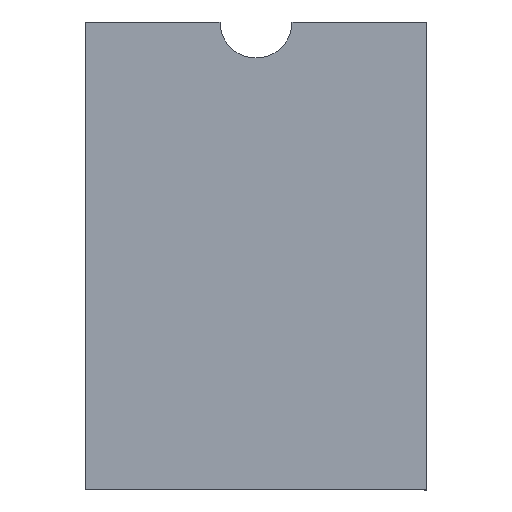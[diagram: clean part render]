
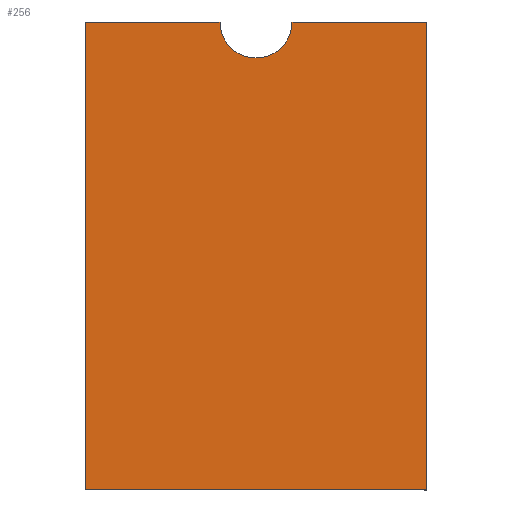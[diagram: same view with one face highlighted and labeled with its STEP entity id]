
A CAD part, top view. The second image highlights one B-rep face of the part: STEP entity #256.
In plain terms, the highlighted planar face has unit normal (0, 0, 1).
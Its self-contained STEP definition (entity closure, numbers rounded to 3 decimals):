
#17=PLANE('',#286);
#28=FACE_OUTER_BOUND('',#42,.T.);
#42=EDGE_LOOP('',(#189,#190,#191,#192,#193,#194));
#57=LINE('',#392,#85);
#58=LINE('',#395,#86);
#61=LINE('',#401,#89);
#62=LINE('',#403,#90);
#63=LINE('',#404,#91);
#85=VECTOR('',#317,10.);
#86=VECTOR('',#320,10.);
#89=VECTOR('',#325,10.);
#90=VECTOR('',#326,10.);
#91=VECTOR('',#327,10.);
#109=CIRCLE('',#282,20.);
#117=VERTEX_POINT('',#379);
#118=VERTEX_POINT('',#380);
#122=VERTEX_POINT('',#390);
#123=VERTEX_POINT('',#394);
#125=VERTEX_POINT('',#400);
#126=VERTEX_POINT('',#402);
#141=EDGE_CURVE('',#117,#118,#109,.T.);
#147=EDGE_CURVE('',#122,#118,#57,.T.);
#148=EDGE_CURVE('',#117,#123,#58,.T.);
#151=EDGE_CURVE('',#122,#125,#61,.T.);
#152=EDGE_CURVE('',#125,#126,#62,.T.);
#153=EDGE_CURVE('',#126,#123,#63,.T.);
#189=ORIENTED_EDGE('',*,*,#141,.T.);
#190=ORIENTED_EDGE('',*,*,#147,.F.);
#191=ORIENTED_EDGE('',*,*,#151,.T.);
#192=ORIENTED_EDGE('',*,*,#152,.T.);
#193=ORIENTED_EDGE('',*,*,#153,.T.);
#194=ORIENTED_EDGE('',*,*,#148,.F.);
#256=ADVANCED_FACE('',(#28),#17,.T.);
#282=AXIS2_PLACEMENT_3D('',#381,#307,#308);
#286=AXIS2_PLACEMENT_3D('',#399,#323,#324);
#307=DIRECTION('center_axis',(0.,0.,
-1.));
#308=DIRECTION('ref_axis',(-1.,0.,0.));
#317=DIRECTION('',(1.,0.,0.));
#320=DIRECTION('',(1.,0.,0.));
#323=DIRECTION('center_axis',(0.,0.,
1.));
#324=DIRECTION('ref_axis',(-1.,0.,0.));
#325=DIRECTION('',(0.,-1.,0.));
#326=DIRECTION('',(1.,0.,0.));
#327=DIRECTION('',(0.,1.,0.));
#379=CARTESIAN_POINT('',(815.622,509.919,549.715));
#380=CARTESIAN_POINT('',(775.622,509.919,549.715));
#381=CARTESIAN_POINT('Origin',(795.622,509.919,549.715));
#390=CARTESIAN_POINT('',(700.622,509.919,549.715));
#392=CARTESIAN_POINT('',(890.622,509.919,549.715));
#394=CARTESIAN_POINT('',(890.622,509.919,549.715));
#395=CARTESIAN_POINT('',(890.622,509.919,549.715));
#399=CARTESIAN_POINT('Origin',(795.622,379.919,549.715));
#400=CARTESIAN_POINT('',(700.622,249.919,549.715));
#401=CARTESIAN_POINT('',(700.622,509.919,549.715));
#402=CARTESIAN_POINT('',(890.622,249.919,549.715));
#403=CARTESIAN_POINT('',(748.122,249.919,549.715));
#404=CARTESIAN_POINT('',(890.622,314.919,549.715));
